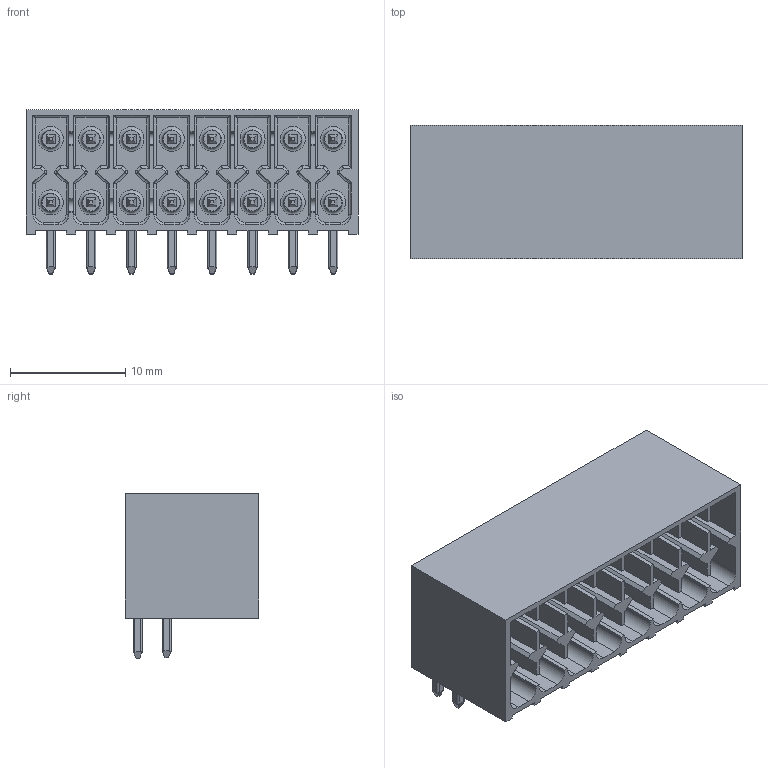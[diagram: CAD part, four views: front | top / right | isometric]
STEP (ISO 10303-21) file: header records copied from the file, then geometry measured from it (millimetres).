
FILE_DESCRIPTION(/* description */ ('Unknown'),/* implementation_level */ '2;1');
FILE_NAME(/* name */ '691378110016',/* time_stamp */ '2024-07-04T10:25:10+02:00',/* author */ ('Unknown'),/* organization */ ('Unknown'),/* preprocessor_version */ 'ST-DEVELOPER v18.104',/* originating_system */ 'Solid Edge',/* authorisation */ 'Unknown');
FILE_SCHEMA (('INTEGRATED_CNC_SCHEMA','PROCESS_PLANNING_SCHEMA','AUTOMOTIVE_DESIGN {1 0 10303 214 3 1 1}'));
Length unit declared in the file: millimetre
Products named in the file (5): 6913781100xx; 691378110016; 691378110016_Insert; 6913781100xx_Lower Contact; 6913781100xx_Upper Contact
Assembly tree (18 placements, depth 2):
  6913781100xx
    691378110016
    691378110016_Insert
    6913781100xx_Lower Contact  x8
    6913781100xx_Upper Contact  x8
Bounding box: 28.8 x 11.6 x 14.3 mm (x, y, z)
Volume: 1469.9 mm3; surface area: 5105 mm2
Topology: 18 solids, 18 shells, 2150 faces, 5494 edges, 3374 vertices
Faces by surface type: plane 1464, cylinder 558, torus 112, cone 16
Entity records: 39106 total; most frequent: CARTESIAN_POINT 7061, ORIENTED_EDGE 6804, DIRECTION 6276, EDGE_CURVE 3402, LINE 2938, VECTOR 2938, VERTEX_POINT 2182, AXIS2_PLACEMENT_3D 1669
